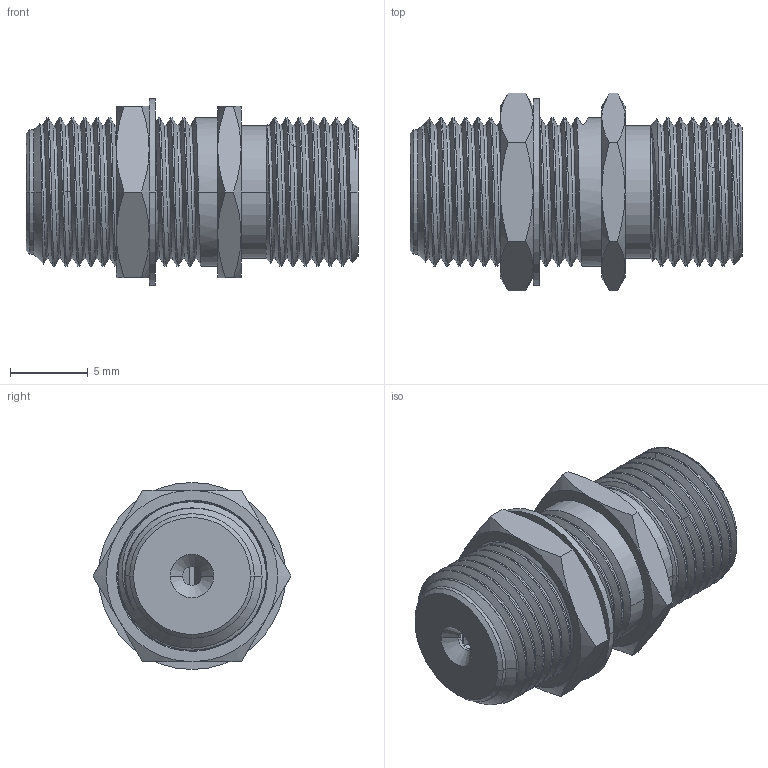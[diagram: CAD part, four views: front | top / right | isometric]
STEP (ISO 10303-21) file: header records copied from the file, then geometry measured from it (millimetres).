
FILE_DESCRIPTION((''),'2;1');
FILE_NAME('222121_SW0001','2020-09-14T17:25:58',('Krishnaprasath'),(''),'CREO PARAMETRIC BY PTC INC, 2019444','CREO PARAMETRIC BY PTC INC, 2019444','');
FILE_SCHEMA(('CONFIG_CONTROL_DESIGN'));
Length unit declared in the file: millimetre
Products named in the file (1): 222121_SW0001
Bounding box: 21.3 x 12.7 x 12 mm (x, y, z)
Volume: 1397.9 mm3; surface area: 1504.8 mm2
Topology: 1 solids, 1 shells, 164 faces, 405 edges, 254 vertices
Faces by surface type: cylinder 50, plane 47, cone 39, bspline 27, extrusion 1
Entity records: 17028 total; most frequent: CARTESIAN_POINT 13502, ORIENTED_EDGE 810, DIRECTION 567, EDGE_CURVE 405, VERTEX_POINT 254, AXIS2_PLACEMENT_3D 215, B_SPLINE_CURVE_WITH_KNOTS 191, EDGE_LOOP 179
